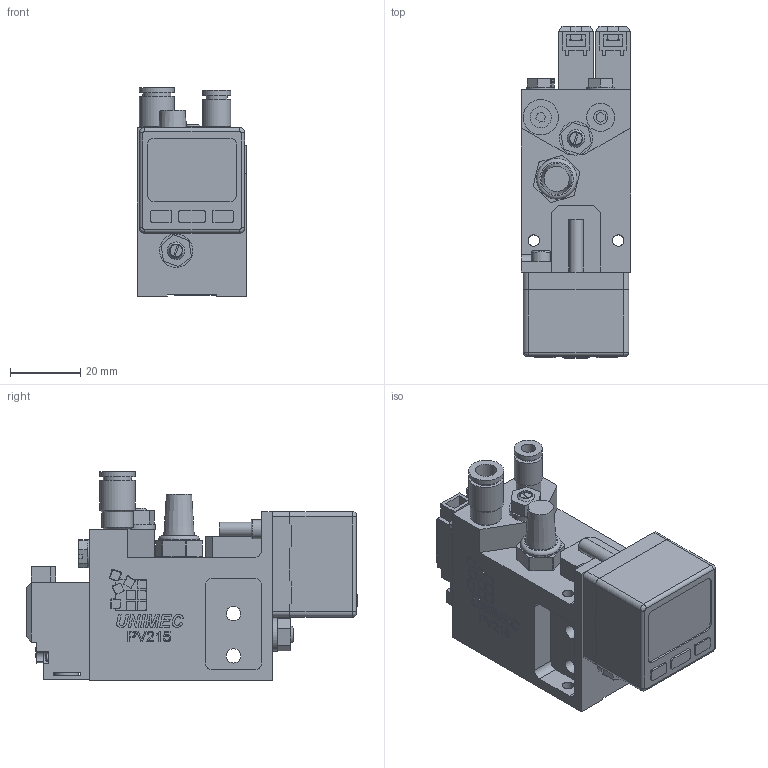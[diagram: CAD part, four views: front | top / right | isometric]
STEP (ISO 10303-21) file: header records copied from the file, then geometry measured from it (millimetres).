
FILE_DESCRIPTION((''),'2;1');
FILE_NAME('7180024.stp','2018-01-29T13:43:37',('jbalanche'),(''),'Autodesk Inventor 2012','Autodesk Inventor 2012','');
FILE_SCHEMA(('AUTOMOTIVE_DESIGN { 1 0 10303 214 1 1 1 1 }'));
Length unit declared in the file: millimetre
Products named in the file (1): 7180024
Bounding box: 31.2 x 94.4 x 59.4 mm (x, y, z)
Volume: 89065.6 mm3; surface area: 29133 mm2
Topology: 42 solids, 42 shells, 1106 faces, 2791 edges, 1829 vertices
Faces by surface type: plane 716, cylinder 250, bspline 90, cone 38, torus 9, revolution 3
Full cylindrical faces by diameter (mm): 0.5 x4, 1 x2, 1.6 x4, 2 x4, 2.459 x2, 2.6 x1, 3 x5, 3.2 x6, 3.242 x3, 3.5 x2, 4 x4, 4.1 x4, 4.134 x1, 4.2 x4, 5 x6, 5.1 x3, 5.4 x2, 5.5 x2, 5.8 x2, 5.9 x1, 6 x3, 6.1 x3, 6.8 x8, 7 x1, 7.4 x4, 8 x7, 8.5 x1, 9 x1, 9.4 x1, 9.5 x2
Entity records: 34571 total; most frequent: CARTESIAN_POINT 7340, ORIENTED_EDGE 5242, DIRECTION 5048, EDGE_CURVE 2621, VECTOR 1811, LINE 1811, VERTEX_POINT 1797, AXIS2_PLACEMENT_3D 1617
